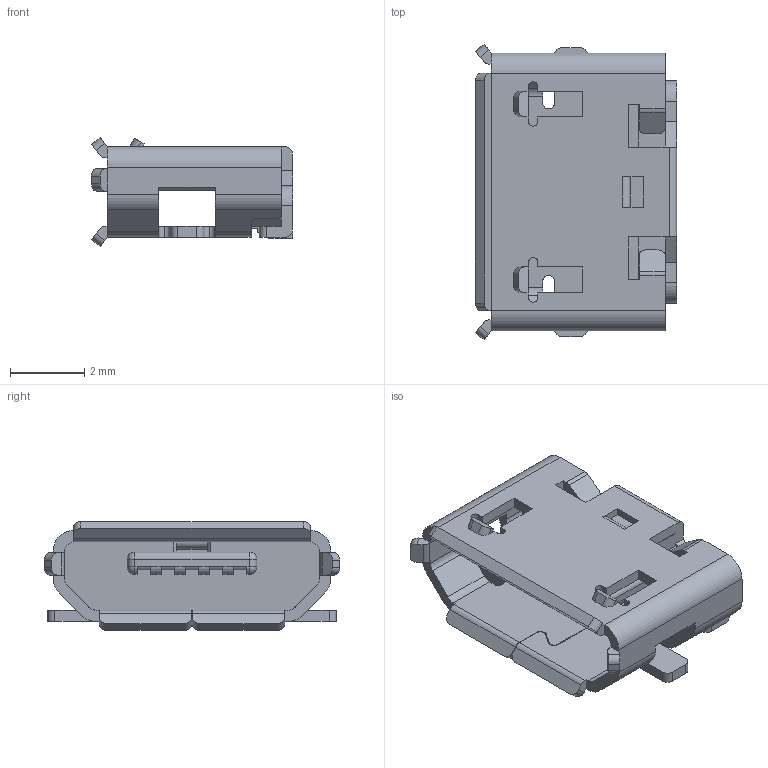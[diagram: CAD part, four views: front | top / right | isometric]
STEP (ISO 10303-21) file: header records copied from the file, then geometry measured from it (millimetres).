
FILE_DESCRIPTION(('FreeCAD Model'),'2;1');
FILE_NAME( 'micro_usb_47346-0001.step', '2016-01-05T22:14:21',('Author'),(''), 'Open CASCADE STEP processor 6.8','FreeCAD','Unknown');
FILE_SCHEMA(('AUTOMOTIVE_DESIGN_CC2 { 1 2 10303 214 -1 1 5 4 }'));
Length unit declared in the file: millimetre
Products named in the file (2): ASSEMBLY; User_Library-micro_usb_47346-0001
Assembly tree (1 placements, depth 2):
  ASSEMBLY
    User_Library-micro_usb_47346-0001
Bounding box: 5.43 x 7.98 x 2.94 mm (x, y, z)
Volume: 44.6 mm3; surface area: 258.6 mm2
Topology: 1 solids, 1 shells, 394 faces, 1150 edges, 746 vertices
Faces by surface type: plane 275, cylinder 115, sphere 4
Entity records: 41531 total; most frequent: CARTESIAN_POINT 16883, DIRECTION 3835, LINE 2495, VECTOR 2495, ORIENTED_EDGE 2292, PCURVE 2292, DEFINITIONAL_REPRESENTATION 2292, EDGE_CURVE 1146
